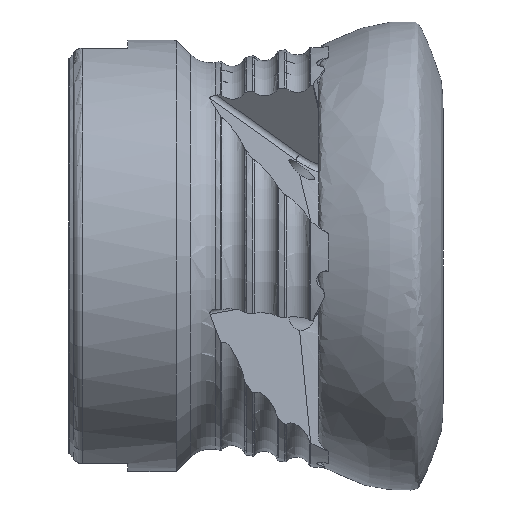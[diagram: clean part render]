
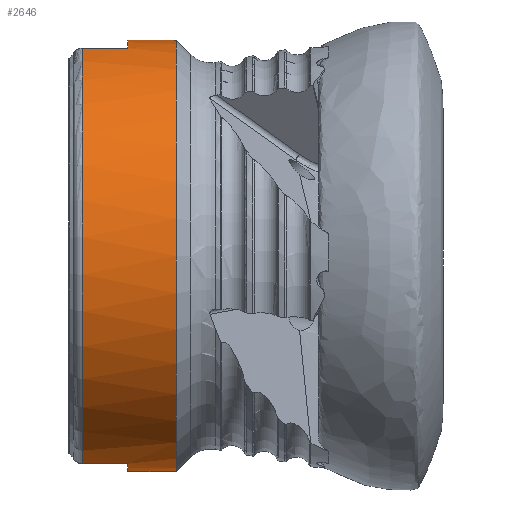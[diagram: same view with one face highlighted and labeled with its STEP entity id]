
A CAD part, front view. The second image highlights one B-rep face of the part: STEP entity #2646.
In plain terms, the highlighted cylindrical face has radius 23 mm (diameter 46 mm), a full revolution.
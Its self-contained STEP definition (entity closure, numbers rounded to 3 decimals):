
#148 = VECTOR ( 'NONE', #7428, 1000. ) ;
#645 = CARTESIAN_POINT ( 'NONE',  ( -27.455, 0., 0. ) ) ;
#663 = ORIENTED_EDGE ( 'NONE', *, *, #4886, .T. ) ;
#846 = DIRECTION ( 'NONE',  ( 0., 0., -1. ) ) ;
#1125 = CARTESIAN_POINT ( 'NONE',  ( 0., 6.156, -22.161 ) ) ;
#1184 = ORIENTED_EDGE ( 'NONE', *, *, #8045, .F. ) ;
#1538 = CARTESIAN_POINT ( 'NONE',  ( -27.455, 0., -23. ) ) ;
#1551 = CARTESIAN_POINT ( 'NONE',  ( 0., -6.156, -22.161 ) ) ;
#1693 = DIRECTION ( 'NONE',  ( 0., 0., -1. ) ) ;
#2051 = ORIENTED_EDGE ( 'NONE', *, *, #4706, .F. ) ;
#2320 = CARTESIAN_POINT ( 'NONE',  ( 0., 0., 0. ) ) ;
#2476 = CARTESIAN_POINT ( 'NONE',  ( -37.455, 6.156, 22.161 ) ) ;
#2504 = VERTEX_POINT ( 'NONE', #11461 ) ;
#2617 = EDGE_LOOP ( 'NONE', ( #4881, #3885, #2051, #663, #3424, #8335, #1184, #12506 ) ) ;
#2646 = ADVANCED_FACE ( 'NONE', ( #11592, #3526 ), #3183, .T. ) ;
#2909 = EDGE_LOOP ( 'NONE', ( #11827 ) ) ;
#2989 = AXIS2_PLACEMENT_3D ( 'NONE', #10255, #3982, #11321 ) ;
#3018 = AXIS2_PLACEMENT_3D ( 'NONE', #4150, #11516, #5219 ) ;
#3132 = CARTESIAN_POINT ( 'NONE',  ( -37.455, -6.156, -22.161 ) ) ;
#3175 = AXIS2_PLACEMENT_3D ( 'NONE', #2320, #4467, #5432 ) ;
#3183 = CYLINDRICAL_SURFACE ( 'NONE', #3175, 23. ) ;
#3367 = DIRECTION ( 'NONE',  ( -1., 0., 0. ) ) ;
#3424 = ORIENTED_EDGE ( 'NONE', *, *, #12738, .T. ) ;
#3460 = EDGE_CURVE ( 'NONE', #3693, #5943, #12563, .T. ) ;
#3526 = FACE_OUTER_BOUND ( 'NONE', #2909, .T. ) ;
#3631 = CARTESIAN_POINT ( 'NONE',  ( -32.605, -6.156, 22.161 ) ) ;
#3687 = DIRECTION ( 'NONE',  ( -1., 0., 0. ) ) ;
#3693 = VERTEX_POINT ( 'NONE', #3916 ) ;
#3819 = EDGE_CURVE ( 'NONE', #5943, #6156, #12393, .T. ) ;
#3885 = ORIENTED_EDGE ( 'NONE', *, *, #3819, .T. ) ;
#3916 = CARTESIAN_POINT ( 'NONE',  ( -37.455, 6.156, -22.161 ) ) ;
#3982 = DIRECTION ( 'NONE',  ( 1., 0., 0. ) ) ;
#4150 = CARTESIAN_POINT ( 'NONE',  ( -32.605, 0., 0. ) ) ;
#4467 = DIRECTION ( 'NONE',  ( 1., 0., 0. ) ) ;
#4706 = EDGE_CURVE ( 'NONE', #8671, #6156, #10221, .T. ) ;
#4781 = AXIS2_PLACEMENT_3D ( 'NONE', #13448, #7146, #846 ) ;
#4881 = ORIENTED_EDGE ( 'NONE', *, *, #3460, .T. ) ;
#4886 = EDGE_CURVE ( 'NONE', #8671, #11143, #6772, .T. ) ;
#5131 = EDGE_CURVE ( 'NONE', #12155, #12155, #5145, .T. ) ;
#5145 = CIRCLE ( 'NONE', #6284, 23. ) ;
#5219 = DIRECTION ( 'NONE',  ( 0., 0., -1. ) ) ;
#5326 = CARTESIAN_POINT ( 'NONE',  ( 0., 6.156, 22.161 ) ) ;
#5432 = DIRECTION ( 'NONE',  ( 0., 0., -1. ) ) ;
#5943 = VERTEX_POINT ( 'NONE', #2476 ) ;
#5975 = CARTESIAN_POINT ( 'NONE',  ( -32.605, 6.156, -22.161 ) ) ;
#6156 = VERTEX_POINT ( 'NONE', #10291 ) ;
#6284 = AXIS2_PLACEMENT_3D ( 'NONE', #645, #7980, #1693 ) ;
#6445 = VECTOR ( 'NONE', #3367, 1000. ) ;
#6475 = EDGE_CURVE ( 'NONE', #12892, #2504, #13001, .T. ) ;
#6772 = LINE ( 'NONE', #10694, #6445 ) ;
#7000 = AXIS2_PLACEMENT_3D ( 'NONE', #9960, #3687, #11026 ) ;
#7146 = DIRECTION ( 'NONE',  ( 1., 0., 0. ) ) ;
#7428 = DIRECTION ( 'NONE',  ( -1., 0., 0. ) ) ;
#7439 = DIRECTION ( 'NONE',  ( 1., 0., 0. ) ) ;
#7553 = CIRCLE ( 'NONE', #7000, 23. ) ;
#7846 = DIRECTION ( 'NONE',  ( 1., 0., 0. ) ) ;
#7980 = DIRECTION ( 'NONE',  ( 1., 0., 0. ) ) ;
#8045 = EDGE_CURVE ( 'NONE', #8189, #2504, #7553, .T. ) ;
#8189 = VERTEX_POINT ( 'NONE', #5975 ) ;
#8335 = ORIENTED_EDGE ( 'NONE', *, *, #6475, .T. ) ;
#8521 = LINE ( 'NONE', #1125, #148 ) ;
#8671 = VERTEX_POINT ( 'NONE', #3631 ) ;
#8947 = EDGE_CURVE ( 'NONE', #8189, #3693, #8521, .T. ) ;
#9565 = VECTOR ( 'NONE', #7439, 1000. ) ;
#9960 = CARTESIAN_POINT ( 'NONE',  ( -32.605, 0., 0. ) ) ;
#10221 = CIRCLE ( 'NONE', #3018, 23. ) ;
#10255 = CARTESIAN_POINT ( 'NONE',  ( -37.455, 0., 0. ) ) ;
#10291 = CARTESIAN_POINT ( 'NONE',  ( -32.605, 6.156, 22.161 ) ) ;
#10694 = CARTESIAN_POINT ( 'NONE',  ( 0., -6.156, 22.161 ) ) ;
#11026 = DIRECTION ( 'NONE',  ( 0., 0., -1. ) ) ;
#11143 = VERTEX_POINT ( 'NONE', #11900 ) ;
#11321 = DIRECTION ( 'NONE',  ( 0., 0., -1. ) ) ;
#11461 = CARTESIAN_POINT ( 'NONE',  ( -32.605, -6.156, -22.161 ) ) ;
#11516 = DIRECTION ( 'NONE',  ( -1., 0., 0. ) ) ;
#11526 = CIRCLE ( 'NONE', #2989, 23. ) ;
#11592 = FACE_OUTER_BOUND ( 'NONE', #2617, .T. ) ;
#11827 = ORIENTED_EDGE ( 'NONE', *, *, #5131, .F. ) ;
#11900 = CARTESIAN_POINT ( 'NONE',  ( -37.455, -6.156, 22.161 ) ) ;
#12155 = VERTEX_POINT ( 'NONE', #1538 ) ;
#12393 = LINE ( 'NONE', #5326, #9565 ) ;
#12506 = ORIENTED_EDGE ( 'NONE', *, *, #8947, .T. ) ;
#12563 = CIRCLE ( 'NONE', #4781, 23. ) ;
#12686 = VECTOR ( 'NONE', #7846, 1000. ) ;
#12738 = EDGE_CURVE ( 'NONE', #11143, #12892, #11526, .T. ) ;
#12892 = VERTEX_POINT ( 'NONE', #3132 ) ;
#13001 = LINE ( 'NONE', #1551, #12686 ) ;
#13448 = CARTESIAN_POINT ( 'NONE',  ( -37.455, 0., 0. ) ) ;
